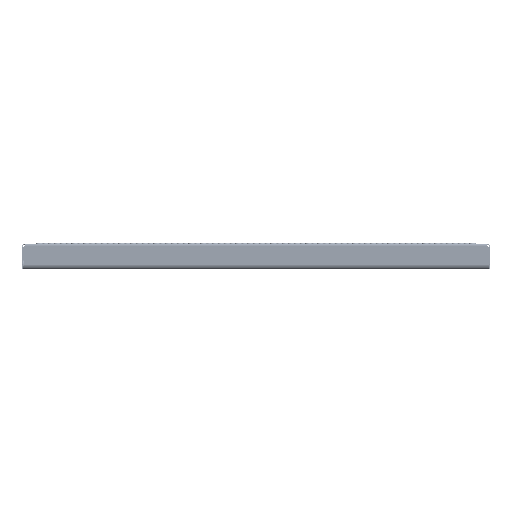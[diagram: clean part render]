
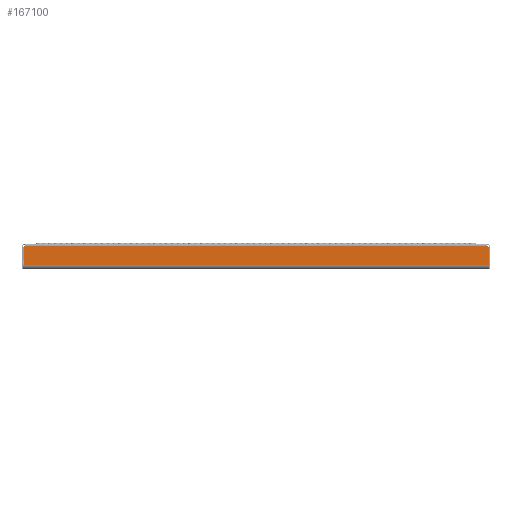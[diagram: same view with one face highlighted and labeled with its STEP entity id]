
A CAD part, top view. The second image highlights one B-rep face of the part: STEP entity #167100.
In plain terms, the highlighted planar face has unit normal (0, 0, 1).
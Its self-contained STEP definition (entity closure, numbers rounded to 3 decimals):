
#603 = AXIS2_PLACEMENT_3D ( 'NONE', #114265, #115404, #25010 ) ;
#1148 = LINE ( 'NONE', #58564, #104826 ) ;
#4482 = ORIENTED_EDGE ( 'NONE', *, *, #218932, .T. ) ;
#5042 = VERTEX_POINT ( 'NONE', #67455 ) ;
#9325 = CARTESIAN_POINT ( 'NONE',  ( -498.4, -2.295, 100. ) ) ;
#12469 = EDGE_CURVE ( 'NONE', #90283, #45167, #99425, .T. ) ;
#13036 = CARTESIAN_POINT ( 'NONE',  ( -496.49, -6.916, 100. ) ) ;
#20328 = EDGE_CURVE ( 'NONE', #90283, #107896, #63733, .T. ) ;
#25010 = DIRECTION ( 'NONE',  ( 0., -1., 0. ) ) ;
#25149 = ORIENTED_EDGE ( 'NONE', *, *, #207893, .T. ) ;
#36374 = DIRECTION ( 'NONE',  ( 0., 0., 1. ) ) ;
#39728 = VERTEX_POINT ( 'NONE', #107209 ) ;
#39864 = LINE ( 'NONE', #41035, #103850 ) ;
#41035 = CARTESIAN_POINT ( 'NONE',  ( -496.49, -6.916, 100. ) ) ;
#44025 = ORIENTED_EDGE ( 'NONE', *, *, #55397, .T. ) ;
#45167 = VERTEX_POINT ( 'NONE', #13036 ) ;
#46089 = DIRECTION ( 'NONE',  ( 1., 0., 0. ) ) ;
#55397 = EDGE_CURVE ( 'NONE', #5042, #107896, #177255, .T. ) ;
#57535 = AXIS2_PLACEMENT_3D ( 'NONE', #140938, #36374, #212469 ) ;
#58564 = CARTESIAN_POINT ( 'NONE',  ( 497.49, -7.211, 100. ) ) ;
#63733 = LINE ( 'NONE', #135349, #116393 ) ;
#67455 = CARTESIAN_POINT ( 'NONE',  ( 497.49, -7.211, 100. ) ) ;
#69357 = PLANE ( 'NONE',  #57535 ) ;
#70486 = FACE_OUTER_BOUND ( 'NONE', #85798, .T. ) ;
#73601 = ORIENTED_EDGE ( 'NONE', *, *, #176482, .T. ) ;
#74235 = CARTESIAN_POINT ( 'NONE',  ( -493.913, -4.5, 100. ) ) ;
#80969 = DIRECTION ( 'NONE',  ( 0., -1., 0. ) ) ;
#85798 = EDGE_LOOP ( 'NONE', ( #4482, #73601, #44025, #171597, #173639, #25149 ) ) ;
#90283 = VERTEX_POINT ( 'NONE', #74235 ) ;
#99425 = CIRCLE ( 'NONE', #125732, 5. ) ;
#103850 = VECTOR ( 'NONE', #200677, 1000. ) ;
#104826 = VECTOR ( 'NONE', #164271, 1000. ) ;
#107209 = CARTESIAN_POINT ( 'NONE',  ( 497.49, -44.505, 100. ) ) ;
#107896 = VERTEX_POINT ( 'NONE', #133071 ) ;
#114265 = CARTESIAN_POINT ( 'NONE',  ( 498.4, -2.295, 100. ) ) ;
#115404 = DIRECTION ( 'NONE',  ( 0., 0., -1. ) ) ;
#116393 = VECTOR ( 'NONE', #46089, 1000. ) ;
#125732 = AXIS2_PLACEMENT_3D ( 'NONE', #9325, #190037, #80969 ) ;
#133071 = CARTESIAN_POINT ( 'NONE',  ( 493.913, -4.5, 100. ) ) ;
#134849 = DIRECTION ( 'NONE',  ( 1., 0., 0. ) ) ;
#135349 = CARTESIAN_POINT ( 'NONE',  ( -498.4, -4.5, 100. ) ) ;
#139402 = VERTEX_POINT ( 'NONE', #151016 ) ;
#140938 = CARTESIAN_POINT ( 'NONE',  ( -498.4, 194.505, 100. ) ) ;
#146626 = VECTOR ( 'NONE', #134849, 1000. ) ;
#151016 = CARTESIAN_POINT ( 'NONE',  ( -496.49, -44.505, 100. ) ) ;
#164271 = DIRECTION ( 'NONE',  ( 0., 1., 0. ) ) ;
#167100 = ADVANCED_FACE ( 'NONE', ( #70486 ), #69357, .T. ) ;
#171597 = ORIENTED_EDGE ( 'NONE', *, *, #20328, .F. ) ;
#173639 = ORIENTED_EDGE ( 'NONE', *, *, #12469, .T. ) ;
#176482 = EDGE_CURVE ( 'NONE', #39728, #5042, #1148, .T. ) ;
#177255 = CIRCLE ( 'NONE', #603, 5. ) ;
#190037 = DIRECTION ( 'NONE',  ( 0., 0., -1. ) ) ;
#191112 = LINE ( 'NONE', #223981, #146626 ) ;
#200677 = DIRECTION ( 'NONE',  ( 0., -1., 0. ) ) ;
#207893 = EDGE_CURVE ( 'NONE', #45167, #139402, #39864, .T. ) ;
#212469 = DIRECTION ( 'NONE',  ( 0., -1., 0. ) ) ;
#218932 = EDGE_CURVE ( 'NONE', #139402, #39728, #191112, .T. ) ;
#223981 = CARTESIAN_POINT ( 'NONE',  ( -496.49, -44.505, 100. ) ) ;
